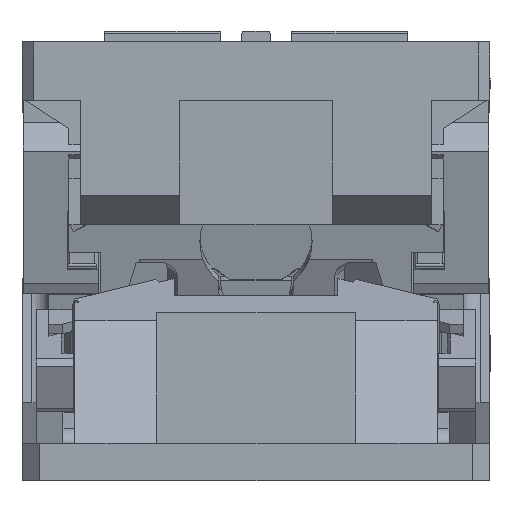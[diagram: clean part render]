
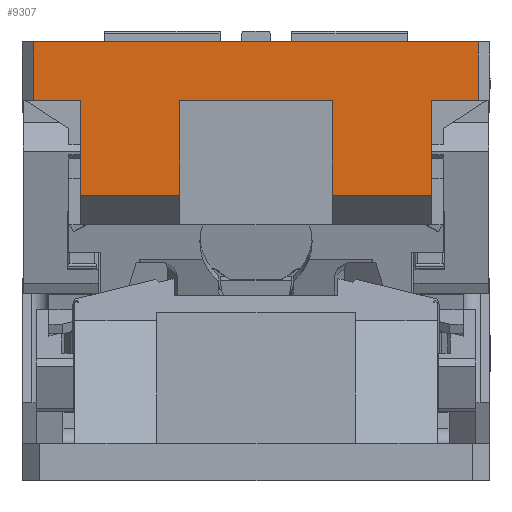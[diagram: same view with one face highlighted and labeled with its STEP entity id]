
A CAD part, left-side view. The second image highlights one B-rep face of the part: STEP entity #9307.
In plain terms, the highlighted planar face has unit normal (-1, 0, 0).
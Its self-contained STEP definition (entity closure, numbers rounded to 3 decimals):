
#4310=CARTESIAN_POINT('Vertex',(-340.,190.,300.)) ;
#4313=CARTESIAN_POINT('Line Origine',(-340.,0.,300.)) ;
#4317=CARTESIAN_POINT('Vertex',(-340.,-190.,300.)) ;
#6596=CARTESIAN_POINT('Line Origine',(-340.,-190.,275.)) ;
#6600=CARTESIAN_POINT('Vertex',(-340.,-190.,250.)) ;
#6631=CARTESIAN_POINT('Vertex',(-340.,190.,250.)) ;
#6634=CARTESIAN_POINT('Line Origine',(-340.,190.,275.)) ;
#8273=CARTESIAN_POINT('Vertex',(-340.,150.,250.)) ;
#8276=CARTESIAN_POINT('Line Origine',(-340.,170.,250.)) ;
#8358=CARTESIAN_POINT('Line Origine',(-340.,-170.,250.)) ;
#8362=CARTESIAN_POINT('Vertex',(-340.,-150.,250.)) ;
#8456=CARTESIAN_POINT('Vertex',(-340.,-65.,250.)) ;
#8461=CARTESIAN_POINT('Line Origine',(-340.,0.,250.)) ;
#8465=CARTESIAN_POINT('Vertex',(-340.,65.,250.)) ;
#9188=CARTESIAN_POINT('Vertex',(-340.,-65.,168.845)) ;
#9191=CARTESIAN_POINT('Line Origine',(-340.,-65.,209.422)) ;
#9208=CARTESIAN_POINT('Vertex',(-340.,65.,168.845)) ;
#9211=CARTESIAN_POINT('Line Origine',(-340.,65.,209.422)) ;
#9228=CARTESIAN_POINT('Vertex',(-340.,150.,168.845)) ;
#9231=CARTESIAN_POINT('Line Origine',(-340.,150.,209.422)) ;
#9255=CARTESIAN_POINT('Vertex',(-340.,-150.,168.845)) ;
#9258=CARTESIAN_POINT('Line Origine',(-340.,-150.,209.422)) ;
#9278=CARTESIAN_POINT('Axis2P3D Location',(-340.,-200.,250.)) ;
#9283=CARTESIAN_POINT('Line Origine',(-340.,107.5,168.845)) ;
#9288=CARTESIAN_POINT('Line Origine',(-340.,-107.5,168.845)) ;
#4314=DIRECTION('Vector Direction',(0.,1.,0.)) ;
#6597=DIRECTION('Vector Direction',(0.,0.,1.)) ;
#6635=DIRECTION('Vector Direction',(0.,0.,-1.)) ;
#8277=DIRECTION('Vector Direction',(0.,1.,0.)) ;
#8359=DIRECTION('Vector Direction',(0.,1.,0.)) ;
#8462=DIRECTION('Vector Direction',(0.,1.,0.)) ;
#9192=DIRECTION('Vector Direction',(0.,0.,-1.)) ;
#9212=DIRECTION('Vector Direction',(0.,0.,-1.)) ;
#9232=DIRECTION('Vector Direction',(0.,0.,1.)) ;
#9259=DIRECTION('Vector Direction',(0.,0.,1.)) ;
#9279=DIRECTION('Axis2P3D Direction',(1.,0.,0.)) ;
#9280=DIRECTION('Axis2P3D XDirection',(0.,0.,1.)) ;
#9284=DIRECTION('Vector Direction',(0.,-1.,0.)) ;
#9289=DIRECTION('Vector Direction',(0.,-1.,0.)) ;
#9281=AXIS2_PLACEMENT_3D('Plane Axis2P3D',#9278,#9279,#9280) ;
#9294=ORIENTED_EDGE('',*,*,#9287,.T.) ;
#9295=ORIENTED_EDGE('',*,*,#9215,.F.) ;
#9296=ORIENTED_EDGE('',*,*,#8467,.F.) ;
#9297=ORIENTED_EDGE('',*,*,#9195,.T.) ;
#9298=ORIENTED_EDGE('',*,*,#9292,.T.) ;
#9299=ORIENTED_EDGE('',*,*,#9262,.T.) ;
#9300=ORIENTED_EDGE('',*,*,#8364,.F.) ;
#9301=ORIENTED_EDGE('',*,*,#6602,.T.) ;
#9302=ORIENTED_EDGE('',*,*,#4319,.T.) ;
#9303=ORIENTED_EDGE('',*,*,#6638,.T.) ;
#9304=ORIENTED_EDGE('',*,*,#8280,.F.) ;
#9305=ORIENTED_EDGE('',*,*,#9235,.F.) ;
#4315=VECTOR('Line Direction',#4314,1.) ;
#6598=VECTOR('Line Direction',#6597,1.) ;
#6636=VECTOR('Line Direction',#6635,1.) ;
#8278=VECTOR('Line Direction',#8277,1.) ;
#8360=VECTOR('Line Direction',#8359,1.) ;
#8463=VECTOR('Line Direction',#8462,1.) ;
#9193=VECTOR('Line Direction',#9192,1.) ;
#9213=VECTOR('Line Direction',#9212,1.) ;
#9233=VECTOR('Line Direction',#9232,1.) ;
#9260=VECTOR('Line Direction',#9259,1.) ;
#9285=VECTOR('Line Direction',#9284,1.) ;
#9290=VECTOR('Line Direction',#9289,1.) ;
#9307=ADVANCED_FACE('CAM HOLDER',(#9306),#9282,.F.) ;
#4319=EDGE_CURVE('',#4318,#4311,#4316,.T.) ;
#6602=EDGE_CURVE('',#6601,#4318,#6599,.T.) ;
#6638=EDGE_CURVE('',#4311,#6632,#6637,.T.) ;
#8280=EDGE_CURVE('',#8274,#6632,#8279,.T.) ;
#8364=EDGE_CURVE('',#6601,#8363,#8361,.T.) ;
#8467=EDGE_CURVE('',#8457,#8466,#8464,.T.) ;
#9195=EDGE_CURVE('',#8457,#9189,#9194,.T.) ;
#9215=EDGE_CURVE('',#8466,#9209,#9214,.T.) ;
#9235=EDGE_CURVE('',#9229,#8274,#9234,.T.) ;
#9262=EDGE_CURVE('',#9256,#8363,#9261,.T.) ;
#9287=EDGE_CURVE('',#9229,#9209,#9286,.T.) ;
#9292=EDGE_CURVE('',#9189,#9256,#9291,.T.) ;
#9293=EDGE_LOOP('',(#9294,#9295,#9296,#9297,#9298,#9299,#9300,#9301,#9302,#9303,#9304,#9305)) ;
#9306=FACE_OUTER_BOUND('',#9293,.T.) ;
#4316=LINE('Line',#4313,#4315) ;
#6599=LINE('Line',#6596,#6598) ;
#6637=LINE('Line',#6634,#6636) ;
#8279=LINE('Line',#8276,#8278) ;
#8361=LINE('Line',#8358,#8360) ;
#8464=LINE('Line',#8461,#8463) ;
#9194=LINE('Line',#9191,#9193) ;
#9214=LINE('Line',#9211,#9213) ;
#9234=LINE('Line',#9231,#9233) ;
#9261=LINE('Line',#9258,#9260) ;
#9286=LINE('Line',#9283,#9285) ;
#9291=LINE('Line',#9288,#9290) ;
#9282=PLANE('Plane',#9281) ;
#4311=VERTEX_POINT('',#4310) ;
#4318=VERTEX_POINT('',#4317) ;
#6601=VERTEX_POINT('',#6600) ;
#6632=VERTEX_POINT('',#6631) ;
#8274=VERTEX_POINT('',#8273) ;
#8363=VERTEX_POINT('',#8362) ;
#8457=VERTEX_POINT('',#8456) ;
#8466=VERTEX_POINT('',#8465) ;
#9189=VERTEX_POINT('',#9188) ;
#9209=VERTEX_POINT('',#9208) ;
#9229=VERTEX_POINT('',#9228) ;
#9256=VERTEX_POINT('',#9255) ;
